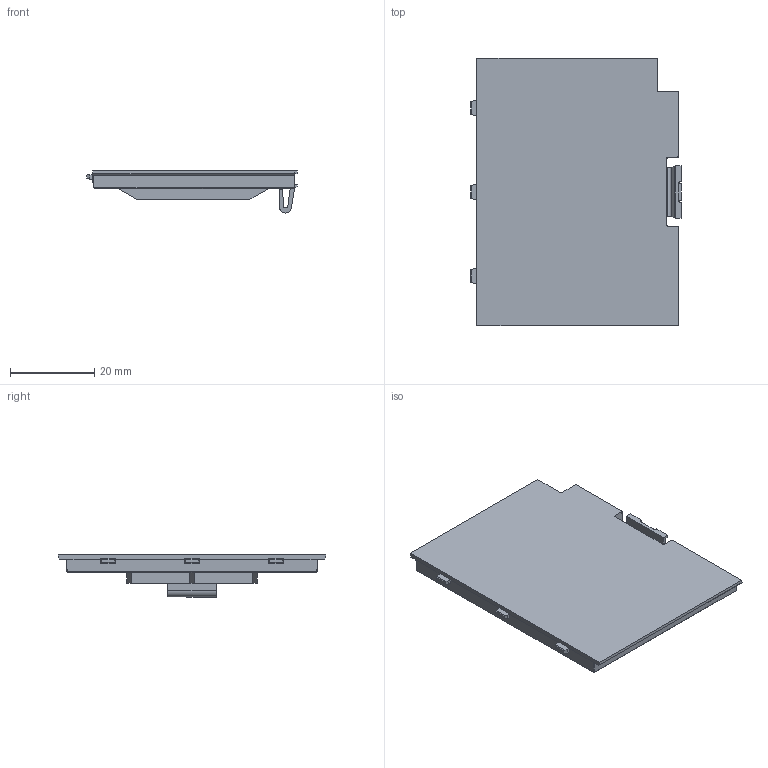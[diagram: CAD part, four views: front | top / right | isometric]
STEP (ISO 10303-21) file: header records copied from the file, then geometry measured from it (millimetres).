
FILE_DESCRIPTION (( 'STEP AP214' ), '1' );
FILE_NAME ('BAbeta_top.STEP', '2019-09-11T08:31:09', ( '' ), ( '' ), 'SwSTEP 2.0', 'SolidWorks 2019', '' );
FILE_SCHEMA (( 'AUTOMOTIVE_DESIGN' ));
Length unit declared in the file: millimetre
Products named in the file (1): BAbeta_top
Bounding box: 50.2 x 63.79 x 10 mm (x, y, z)
Volume: 7472.3 mm3; surface area: 9492 mm2
Topology: 1 solids, 1 shells, 303 faces, 803 edges, 505 vertices
Faces by surface type: plane 142, cylinder 117, sphere 32, torus 8, cone 4
Entity records: 9574 total; most frequent: CARTESIAN_POINT 1994, ORIENTED_EDGE 1606, DIRECTION 1572, EDGE_CURVE 803, AXIS2_PLACEMENT_3D 533, LINE 506, VECTOR 506, VERTEX_POINT 505
